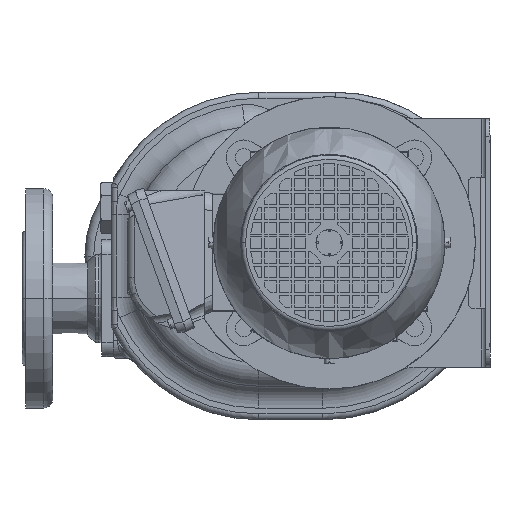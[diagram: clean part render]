
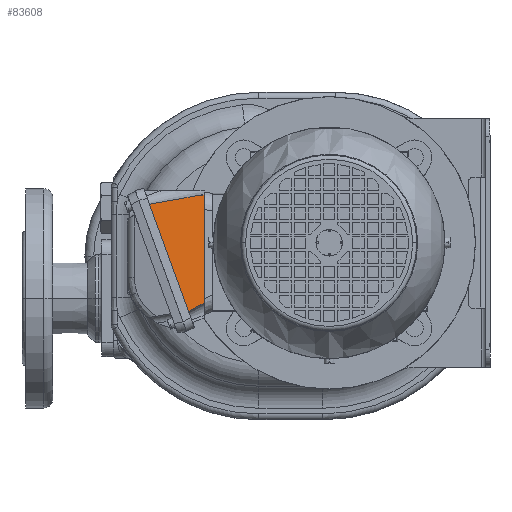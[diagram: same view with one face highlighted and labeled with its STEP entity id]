
A CAD part, left-side view. The second image highlights one B-rep face of the part: STEP entity #83608.
In plain terms, the highlighted planar face has unit normal (-0.995, -0.098, 0.036).
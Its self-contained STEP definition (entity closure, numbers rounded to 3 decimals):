
#24350=CARTESIAN_POINT('',(-454.65,213.621,
29.822));
#24351=CARTESIAN_POINT('',(-454.543,212.598,
30.002));
#24352=CARTESIAN_POINT('',(-454.313,210.414,
30.391));
#24353=CARTESIAN_POINT('',(-453.927,206.747,
31.056));
#24354=CARTESIAN_POINT('',(-453.493,202.635,
31.816));
#24355=CARTESIAN_POINT('',(-453.168,199.547,
32.395));
#24356=CARTESIAN_POINT('',(-452.996,197.92,32.703));
#29664=DIRECTION('',(-0.098,0.995,0.));
#29665=VECTOR('',#29664,2.432);
#29666=CARTESIAN_POINT('',(-452.757,195.5,32.703));
#29667=LINE('',#29666,#29665);
#29668=DIRECTION('',(0.036,0.,0.999));
#29669=VECTOR('',#29668,73.775);
#29670=CARTESIAN_POINT('',(-455.407,195.5,-41.025));
#29671=LINE('',#29670,#29669);
#29672=DIRECTION('',(0.,-0.342,-0.94));
#29673=VECTOR('',#29672,78.277);
#29674=CARTESIAN_POINT('',(-456.669,232.833,
26.434));
#29675=LINE('',#29674,#29673);
#29684=DIRECTION('',(-0.103,0.861,-0.497));
#29685=VECTOR('',#29684,12.26);
#29686=CARTESIAN_POINT('',(-455.407,195.5,-41.025));
#29687=LINE('',#29686,#29685);
#29807=DIRECTION('',(0.103,-0.98,0.173));
#29808=VECTOR('',#29807,19.613);
#29809=CARTESIAN_POINT('',(-456.669,232.833,
26.434));
#29810=LINE('',#29809,#29808);
#42959=CARTESIAN_POINT('',(-452.757,195.5,32.703));
#42960=VERTEX_POINT('',#42959);
#42961=CARTESIAN_POINT('',(-455.407,195.5,-41.025));
#42962=VERTEX_POINT('',#42961);
#42980=CARTESIAN_POINT('',(-452.996,197.92,32.703));
#42981=VERTEX_POINT('',#42980);
#42982=VERTEX_POINT('',#24350);
#42983=CARTESIAN_POINT('',(-456.669,232.833,
26.434));
#42984=VERTEX_POINT('',#42983);
#42985=CARTESIAN_POINT('',(-456.669,206.061,
-47.122));
#42986=VERTEX_POINT('',#42985);
#83592=CARTESIAN_POINT('',(-457.3,241.5,32.703));
#83593=DIRECTION('',(-0.995,-0.098,0.036));
#83594=DIRECTION('',(-0.098,0.995,0.));
#83595=AXIS2_PLACEMENT_3D('',#83592,#83593,#83594);
#83596=PLANE('',#83595);
#83598=ORIENTED_EDGE('',*,*,#83597,.F.);
#83599=ORIENTED_EDGE('',*,*,#78859,.F.);
#83601=ORIENTED_EDGE('',*,*,#83600,.T.);
#83602=ORIENTED_EDGE('',*,*,#78936,.F.);
#83604=ORIENTED_EDGE('',*,*,#83603,.T.);
#83605=ORIENTED_EDGE('',*,*,#78891,.T.);
#83606=EDGE_LOOP('',(#83598,#83599,#83601,#83602,#83604,#83605));
#83607=FACE_OUTER_BOUND('',#83606,.F.);
#83608=ADVANCED_FACE('',(#83607),#83596,.T.);
#24357=B_SPLINE_CURVE_WITH_KNOTS('',3,(#24350,#24351,#24352,#24353,#24354,
#24355,#24356),.UNSPECIFIED.,.F.,.F.,(4,1,1,1,4),(0.,0.25,0.5,0.75,
1.),.UNSPECIFIED.);
#78859=EDGE_CURVE('',#42962,#42960,#29671,.T.);
#78891=EDGE_CURVE('',#42982,#42981,#24357,.T.);
#78936=EDGE_CURVE('',#42984,#42986,#29675,.T.);
#83597=EDGE_CURVE('',#42960,#42981,#29667,.T.);
#83600=EDGE_CURVE('',#42962,#42986,#29687,.T.);
#83603=EDGE_CURVE('',#42984,#42982,#29810,.T.);
